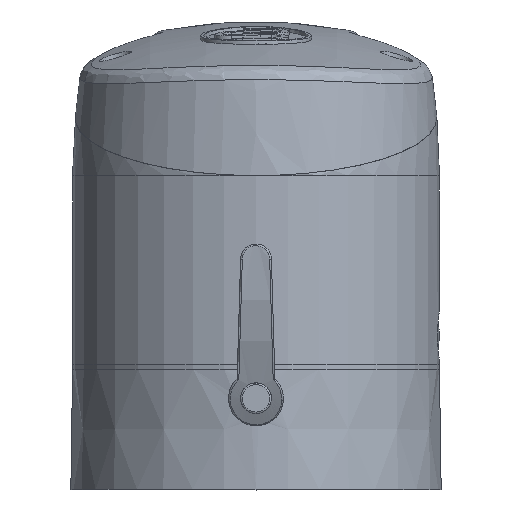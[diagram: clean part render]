
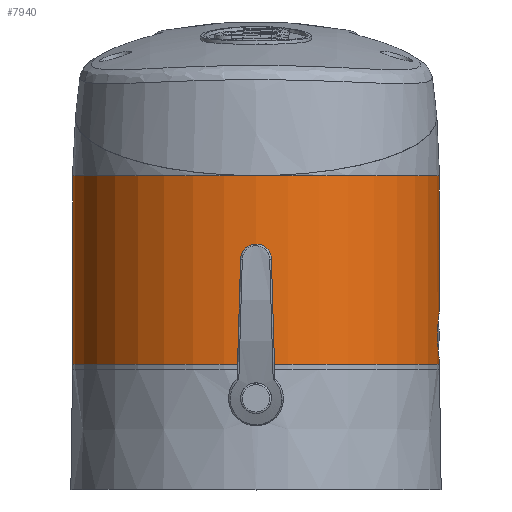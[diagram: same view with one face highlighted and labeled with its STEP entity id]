
A CAD part, top view. The second image highlights one B-rep face of the part: STEP entity #7940.
In plain terms, the highlighted cylindrical face has radius 53.5 mm (diameter 107 mm), a partial arc.
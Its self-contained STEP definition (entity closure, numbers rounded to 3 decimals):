
#47=CARTESIAN_POINT('',(53.5,16.75,0.));
#63=DIRECTION('',(0.,1.,0.));
#64=VECTOR('',#63,39.);
#65=CARTESIAN_POINT('',(53.5,16.75,0.));
#66=LINE('',#65,#64);
#78=DIRECTION('',(0.,1.,0.));
#79=VECTOR('',#78,1.);
#80=CARTESIAN_POINT('',(53.5,0.75,0.));
#81=LINE('',#80,#79);
#95=CARTESIAN_POINT('',(53.5,1.75,0.));
#100=CARTESIAN_POINT('',(52.972,9.25,7.5));
#101=CARTESIAN_POINT('',(52.972,9.745,7.5));
#102=CARTESIAN_POINT('',(52.985,10.716,7.404));
#103=CARTESIAN_POINT('',(53.045,12.144,6.973));
#104=CARTESIAN_POINT('',(53.134,13.454,6.269));
#105=CARTESIAN_POINT('',(53.237,14.59,5.334));
#106=CARTESIAN_POINT('',(53.34,15.525,4.194));
#107=CARTESIAN_POINT('',(53.429,16.23,2.885));
#108=CARTESIAN_POINT('',(53.489,16.669,1.394));
#109=CARTESIAN_POINT('',(53.5,16.75,0.464));
#110=CARTESIAN_POINT('',(53.5,16.75,0.));
#115=CARTESIAN_POINT('',(53.5,1.75,0.));
#116=CARTESIAN_POINT('',(53.5,1.75,0.467));
#117=CARTESIAN_POINT('',(53.488,1.832,1.402));
#118=CARTESIAN_POINT('',(53.428,2.276,2.899));
#119=CARTESIAN_POINT('',(53.339,2.981,4.202));
#120=CARTESIAN_POINT('',(53.237,3.912,5.337));
#121=CARTESIAN_POINT('',(53.133,5.05,6.272));
#122=CARTESIAN_POINT('',(53.045,6.359,6.974));
#123=CARTESIAN_POINT('',(52.985,7.786,7.405));
#124=CARTESIAN_POINT('',(52.972,8.756,7.5));
#125=CARTESIAN_POINT('',(52.972,9.25,7.5));
#130=CARTESIAN_POINT('',(0.,0.75,0.));
#131=DIRECTION('',(0.,-1.,0.));
#132=DIRECTION('',(1.,0.,0.));
#133=AXIS2_PLACEMENT_3D('',#130,#131,#132);
#138=DIRECTION('',(0.,1.,0.));
#139=VECTOR('',#138,55.);
#140=CARTESIAN_POINT('',(-53.5,0.75,0.));
#141=LINE('',#140,#139);
#163=CARTESIAN_POINT('',(0.,55.75,53.5));
#176=CARTESIAN_POINT('',(0.,55.75,0.));
#177=DIRECTION('',(0.,1.,0.));
#178=DIRECTION('',(0.,0.,1.));
#179=AXIS2_PLACEMENT_3D('',#176,#177,#178);
#207=CARTESIAN_POINT('',(0.,55.75,0.));
#208=DIRECTION('',(0.,1.,0.));
#209=DIRECTION('',(-1.,0.,0.));
#210=AXIS2_PLACEMENT_3D('',#207,#208,#209);
#6878=CARTESIAN_POINT('',(53.5,0.75,0.));
#6879=CARTESIAN_POINT('',(-53.5,0.75,0.));
#6880=VERTEX_POINT('',#6878);
#6881=VERTEX_POINT('',#6879);
#6882=CARTESIAN_POINT('',(-53.5,55.75,0.));
#6883=VERTEX_POINT('',#6882);
#6918=CARTESIAN_POINT('',(53.5,55.75,0.));
#6919=VERTEX_POINT('',#6918);
#6921=VERTEX_POINT('',#163);
#7549=VERTEX_POINT('',#47);
#7551=VERTEX_POINT('',#95);
#7552=VERTEX_POINT('',#100);
#7920=CARTESIAN_POINT('',(0.,0.75,0.));
#7921=DIRECTION('',(0.,1.,0.));
#7922=DIRECTION('',(1.,0.,0.));
#7923=AXIS2_PLACEMENT_3D('',#7920,#7921,#7922);
#7924=CYLINDRICAL_SURFACE('',#7923,53.5);
#7926=ORIENTED_EDGE('',*,*,#7925,.F.);
#7928=ORIENTED_EDGE('',*,*,#7927,.F.);
#7929=ORIENTED_EDGE('',*,*,#7906,.F.);
#7931=ORIENTED_EDGE('',*,*,#7930,.T.);
#7932=ORIENTED_EDGE('',*,*,#7902,.T.);
#7934=ORIENTED_EDGE('',*,*,#7933,.T.);
#7936=ORIENTED_EDGE('',*,*,#7935,.T.);
#7937=ORIENTED_EDGE('',*,*,#7886,.F.);
#7938=EDGE_LOOP('',(#7926,#7928,#7929,#7931,#7932,#7934,#7936,#7937));
#7939=FACE_OUTER_BOUND('',#7938,.F.);
#7940=ADVANCED_FACE('',(#7939),#7924,.T.);
#111=B_SPLINE_CURVE_WITH_KNOTS('',3,(#100,#101,#102,#103,#104,#105,#106,#107,
#108,#109,#110),.UNSPECIFIED.,.F.,.F.,(4,1,1,1,1,1,1,1,4),(0.,0.125,0.25,
0.375,0.5,0.625,0.75,0.875,1.),.UNSPECIFIED.);
#126=B_SPLINE_CURVE_WITH_KNOTS('',3,(#115,#116,#117,#118,#119,#120,#121,#122,
#123,#124,#125),.UNSPECIFIED.,.F.,.F.,(4,1,1,1,1,1,1,1,4),(0.,0.125,0.25,
0.375,0.5,0.625,0.75,0.875,1.),.UNSPECIFIED.);
#134=CIRCLE('',#133,53.5);
#180=CIRCLE('',#179,53.5);
#211=CIRCLE('',#210,53.5);
#7886=EDGE_CURVE('',#7549,#6919,#66,.T.);
#7902=EDGE_CURVE('',#6881,#6883,#141,.T.);
#7906=EDGE_CURVE('',#6880,#7551,#81,.T.);
#7925=EDGE_CURVE('',#7552,#7549,#111,.T.);
#7927=EDGE_CURVE('',#7551,#7552,#126,.T.);
#7930=EDGE_CURVE('',#6880,#6881,#134,.T.);
#7933=EDGE_CURVE('',#6883,#6921,#211,.T.);
#7935=EDGE_CURVE('',#6921,#6919,#180,.T.);
